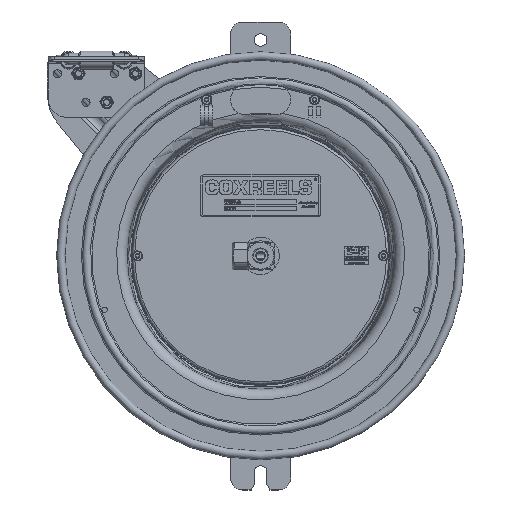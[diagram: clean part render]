
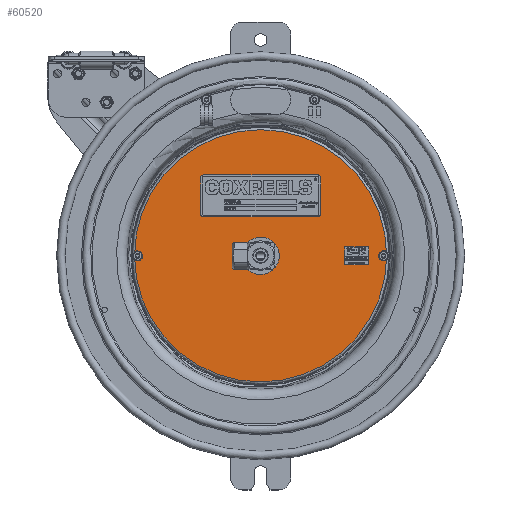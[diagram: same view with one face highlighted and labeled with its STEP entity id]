
A CAD part, top view. The second image highlights one B-rep face of the part: STEP entity #60520.
In plain terms, the highlighted planar face has unit normal (0, 0, 1).
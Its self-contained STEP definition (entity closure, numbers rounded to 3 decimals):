
#484=FACE_BOUND('',#6471,.T.);
#485=FACE_BOUND('',#6472,.T.);
#486=FACE_BOUND('',#6473,.T.);
#4101=FACE_OUTER_BOUND('',#6470,.T.);
#6470=EDGE_LOOP('',(#41881,#41882));
#6471=EDGE_LOOP('',(#41883));
#6472=EDGE_LOOP('',(#41884));
#6473=EDGE_LOOP('',(#41885));
#21545=CIRCLE('',#63255,5.255);
#21546=CIRCLE('',#63256,5.255);
#21550=CIRCLE('',#63261,0.1);
#21551=CIRCLE('',#63262,0.1);
#21552=CIRCLE('',#63263,0.65);
#23327=VERTEX_POINT('',#80831);
#23328=VERTEX_POINT('',#80832);
#23331=VERTEX_POINT('',#80841);
#23332=VERTEX_POINT('',#80843);
#23333=VERTEX_POINT('',#80845);
#31298=EDGE_CURVE('',#23327,#23328,#21545,.T.);
#31299=EDGE_CURVE('',#23328,#23327,#21546,.T.);
#31303=EDGE_CURVE('',#23331,#23331,#21550,.T.);
#31304=EDGE_CURVE('',#23332,#23332,#21551,.T.);
#31305=EDGE_CURVE('',#23333,#23333,#21552,.T.);
#41881=ORIENTED_EDGE('',*,*,#31298,.T.);
#41882=ORIENTED_EDGE('',*,*,#31299,.T.);
#41883=ORIENTED_EDGE('',*,*,#31303,.T.);
#41884=ORIENTED_EDGE('',*,*,#31304,.T.);
#41885=ORIENTED_EDGE('',*,*,#31305,.T.);
#56829=PLANE('',#63260);
#60520=ADVANCED_FACE('',(#4101,#484,#485,#486),#56829,.T.);
#63255=AXIS2_PLACEMENT_3D('',#80833,#67167,#67168);
#63256=AXIS2_PLACEMENT_3D('',#80834,#67169,#67170);
#63260=AXIS2_PLACEMENT_3D('',#80840,#67177,#67178);
#63261=AXIS2_PLACEMENT_3D('',#80842,#67179,#67180);
#63262=AXIS2_PLACEMENT_3D('',#80844,#67181,#67182);
#63263=AXIS2_PLACEMENT_3D('',#80846,#67183,#67184);
#67167=DIRECTION('center_axis',(0.,0.,
1.));
#67168=DIRECTION('ref_axis',(0.,-1.,0.));
#67169=DIRECTION('center_axis',(0.,0.,
1.));
#67170=DIRECTION('ref_axis',(0.,-1.,0.));
#67177=DIRECTION('center_axis',(0.,0.,
1.));
#67178=DIRECTION('ref_axis',(-1.,0.,0.));
#67179=DIRECTION('center_axis',(0.,0.,
-1.));
#67180=DIRECTION('ref_axis',(0.,-1.,0.));
#67181=DIRECTION('center_axis',(0.,0.,
-1.));
#67182=DIRECTION('ref_axis',(0.,-1.,0.));
#67183=DIRECTION('center_axis',(0.,0.,
-1.));
#67184=DIRECTION('ref_axis',(0.,1.,0.));
#80831=CARTESIAN_POINT('',(0.,-5.255,3.117));
#80832=CARTESIAN_POINT('',(5.255,0.,3.117));
#80833=CARTESIAN_POINT('Origin',(0.,0.,
3.117));
#80834=CARTESIAN_POINT('Origin',(0.,0.,
3.117));
#80840=CARTESIAN_POINT('Origin',(0.,-2.627,
3.117));
#80841=CARTESIAN_POINT('',(-5.125,-0.1,3.117));
#80842=CARTESIAN_POINT('Origin',(-5.125,0.,
3.117));
#80843=CARTESIAN_POINT('',(5.125,-0.1,3.117));
#80844=CARTESIAN_POINT('Origin',(5.125,0.,
3.117));
#80845=CARTESIAN_POINT('',(0.,-0.65,3.117));
#80846=CARTESIAN_POINT('Origin',(0.,0.,
3.117));
